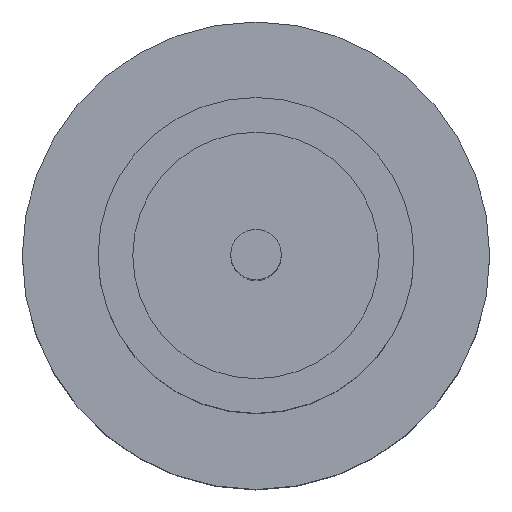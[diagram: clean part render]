
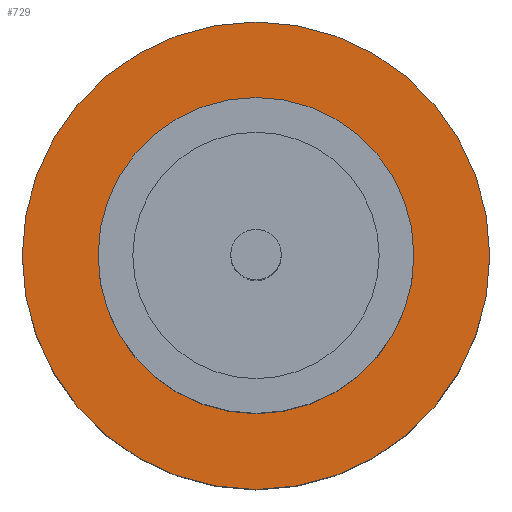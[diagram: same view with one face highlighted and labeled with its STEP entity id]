
A CAD part, top view. The second image highlights one B-rep face of the part: STEP entity #729.
In plain terms, the highlighted planar face has unit normal (0, 0, 1).
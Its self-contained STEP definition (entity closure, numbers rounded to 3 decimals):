
#75 = DIRECTION ( 'NONE',  ( 1., 0., 0. ) ) ;
#87 = ORIENTED_EDGE ( 'NONE', *, *, #817, .T. ) ;
#95 = CARTESIAN_POINT ( 'NONE',  ( 0., 0., 1.55 ) ) ;
#97 = VERTEX_POINT ( 'NONE', #677 ) ;
#147 = CIRCLE ( 'NONE', #538, 1.85 ) ;
#148 = CARTESIAN_POINT ( 'NONE',  ( 0., 0., 1.55 ) ) ;
#204 = AXIS2_PLACEMENT_3D ( 'NONE', #95, #352, #544 ) ;
#223 = ORIENTED_EDGE ( 'NONE', *, *, #642, .F. ) ;
#230 = VERTEX_POINT ( 'NONE', #699 ) ;
#263 = EDGE_LOOP ( 'NONE', ( #509, #223 ) ) ;
#293 = AXIS2_PLACEMENT_3D ( 'NONE', #148, #672, #75 ) ;
#301 = DIRECTION ( 'NONE',  ( 0., 0., 1. ) ) ;
#313 = FACE_BOUND ( 'NONE', #263, .T. ) ;
#324 = CARTESIAN_POINT ( 'NONE',  ( -1.85, 0., 1.55 ) ) ;
#352 = DIRECTION ( 'NONE',  ( 0., 0., 1. ) ) ;
#365 = ORIENTED_EDGE ( 'NONE', *, *, #564, .T. ) ;
#374 = CIRCLE ( 'NONE', #767, 1.25 ) ;
#375 = CARTESIAN_POINT ( 'NONE',  ( 0., 0., 1.55 ) ) ;
#386 = VERTEX_POINT ( 'NONE', #646 ) ;
#443 = AXIS2_PLACEMENT_3D ( 'NONE', #811, #684, #694 ) ;
#468 = VERTEX_POINT ( 'NONE', #324 ) ;
#472 = FACE_OUTER_BOUND ( 'NONE', #749, .T. ) ;
#494 = CIRCLE ( 'NONE', #293, 1.85 ) ;
#509 = ORIENTED_EDGE ( 'NONE', *, *, #790, .F. ) ;
#535 = CARTESIAN_POINT ( 'NONE',  ( 0., 0., 1.55 ) ) ;
#538 = AXIS2_PLACEMENT_3D ( 'NONE', #375, #301, #837 ) ;
#544 = DIRECTION ( 'NONE',  ( 1., 0., 0. ) ) ;
#549 = PLANE ( 'NONE',  #204 ) ;
#564 = EDGE_CURVE ( 'NONE', #468, #386, #494, .T. ) ;
#566 = CIRCLE ( 'NONE', #443, 1.25 ) ;
#642 = EDGE_CURVE ( 'NONE', #230, #97, #374, .T. ) ;
#646 = CARTESIAN_POINT ( 'NONE',  ( 1.85, 0., 1.55 ) ) ;
#672 = DIRECTION ( 'NONE',  ( 0., 0., 1. ) ) ;
#677 = CARTESIAN_POINT ( 'NONE',  ( 1.25, 0., 1.55 ) ) ;
#679 = DIRECTION ( 'NONE',  ( 0., 0., 1. ) ) ;
#684 = DIRECTION ( 'NONE',  ( 0., 0., 1. ) ) ;
#694 = DIRECTION ( 'NONE',  ( 1., 0., 0. ) ) ;
#699 = CARTESIAN_POINT ( 'NONE',  ( -1.25, 0., 1.55 ) ) ;
#729 = ADVANCED_FACE ( 'NONE', ( #313, #472 ), #549, .T. ) ;
#749 = EDGE_LOOP ( 'NONE', ( #365, #87 ) ) ;
#767 = AXIS2_PLACEMENT_3D ( 'NONE', #535, #679, #805 ) ;
#790 = EDGE_CURVE ( 'NONE', #97, #230, #566, .T. ) ;
#805 = DIRECTION ( 'NONE',  ( 1., 0., 0. ) ) ;
#811 = CARTESIAN_POINT ( 'NONE',  ( 0., 0., 1.55 ) ) ;
#817 = EDGE_CURVE ( 'NONE', #386, #468, #147, .T. ) ;
#837 = DIRECTION ( 'NONE',  ( 1., 0., 0. ) ) ;
